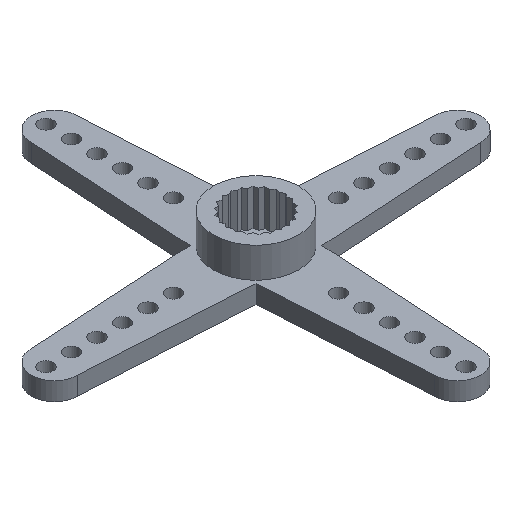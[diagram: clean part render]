
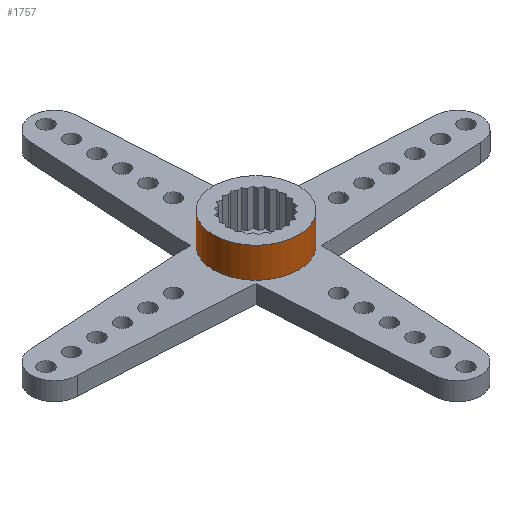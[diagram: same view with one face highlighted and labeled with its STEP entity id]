
A CAD part, isometric view. The second image highlights one B-rep face of the part: STEP entity #1757.
In plain terms, the highlighted cylindrical face has radius 3.5 mm (diameter 7 mm), a full revolution.
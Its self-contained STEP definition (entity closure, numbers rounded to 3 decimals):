
#15=CYLINDRICAL_SURFACE('',#1859,3.5);
#97=CIRCLE('',#1814,3.5);
#99=CIRCLE('',#1860,3.5);
#203=FACE_OUTER_BOUND('',#291,.T.);
#291=EDGE_LOOP('',(#1429,#1430,#1431,#1432));
#513=LINE('',#2710,#699);
#699=VECTOR('',#2189,3.5);
#759=VERTEX_POINT('',#2454);
#843=VERTEX_POINT('',#2709);
#924=EDGE_CURVE('',#759,#759,#97,.T.);
#1051=EDGE_CURVE('',#759,#843,#513,.T.);
#1052=EDGE_CURVE('',#843,#843,#99,.T.);
#1429=ORIENTED_EDGE('',*,*,#924,.F.);
#1430=ORIENTED_EDGE('',*,*,#1051,.T.);
#1431=ORIENTED_EDGE('',*,*,#1052,.F.);
#1432=ORIENTED_EDGE('',*,*,#1051,.F.);
#1757=ADVANCED_FACE('',(#203),#15,.T.);
#1814=AXIS2_PLACEMENT_3D('',#2455,#1972,#1973);
#1859=AXIS2_PLACEMENT_3D('',#2708,#2187,#2188);
#1860=AXIS2_PLACEMENT_3D('',#2711,#2190,#2191);
#1972=DIRECTION('center_axis',(0.,0.,1.));
#1973=DIRECTION('ref_axis',(1.,0.,0.));
#2187=DIRECTION('center_axis',(0.,0.,1.));
#2188=DIRECTION('ref_axis',(1.,0.,0.));
#2189=DIRECTION('',(0.,0.,-1.));
#2190=DIRECTION('center_axis',(0.,0.,-1.));
#2191=DIRECTION('ref_axis',(1.,0.,0.));
#2454=CARTESIAN_POINT('',(-3.5,0.,4.));
#2455=CARTESIAN_POINT('Origin',(0.,0.,4.));
#2708=CARTESIAN_POINT('Origin',(0.,0.,1.));
#2709=CARTESIAN_POINT('',(-3.5,0.,1.5));
#2710=CARTESIAN_POINT('',(-3.5,0.,1.));
#2711=CARTESIAN_POINT('Origin',(0.,0.,1.5));
